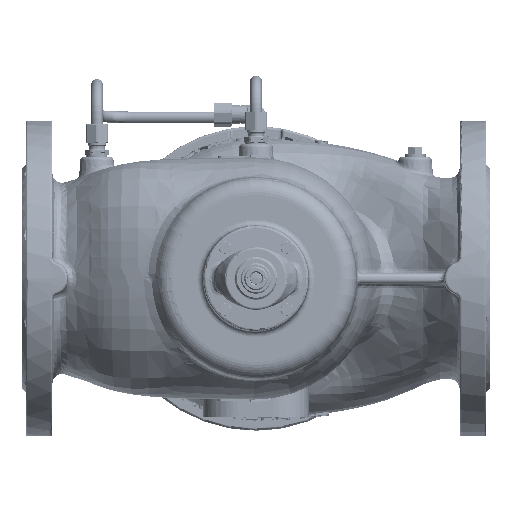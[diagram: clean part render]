
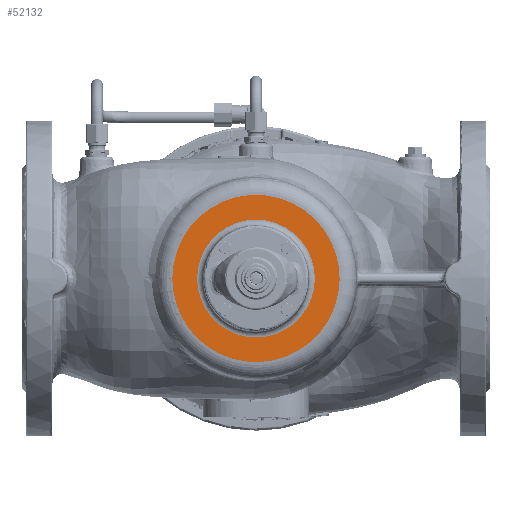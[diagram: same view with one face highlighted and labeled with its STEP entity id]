
A CAD part, front view. The second image highlights one B-rep face of the part: STEP entity #52132.
In plain terms, the highlighted planar face has unit normal (0, -1, 0).
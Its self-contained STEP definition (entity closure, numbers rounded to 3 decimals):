
#7976=CARTESIAN_POINT('',(0.,-143.,0.));
#7977=DIRECTION('',(0.,-1.,0.));
#7978=DIRECTION('',(-1.,0.,0.009));
#7979=AXIS2_PLACEMENT_3D('',#7976,#7977,#7978);
#8797=CARTESIAN_POINT('',(0.,-143.,0.));
#8798=DIRECTION('',(0.,1.,0.));
#8799=DIRECTION('',(-0.598,0.,-0.802));
#8800=AXIS2_PLACEMENT_3D('',#8797,#8798,#8799);
#8802=CARTESIAN_POINT('',(0.,-143.,0.));
#8803=DIRECTION('',(0.,1.,0.));
#8804=DIRECTION('',(-1.,0.,0.009));
#8805=AXIS2_PLACEMENT_3D('',#8802,#8803,#8804);
#8807=CARTESIAN_POINT('',(0.,-143.,0.));
#8808=DIRECTION('',(0.,1.,0.));
#8809=DIRECTION('',(0.894,0.,0.448));
#8810=AXIS2_PLACEMENT_3D('',#8807,#8808,#8809);
#8812=CARTESIAN_POINT('',(0.,-143.,0.));
#8813=DIRECTION('',(0.,1.,0.));
#8814=DIRECTION('',(1.,0.,-0.009));
#8815=AXIS2_PLACEMENT_3D('',#8812,#8813,#8814);
#8817=CARTESIAN_POINT('',(0.,-143.,0.));
#8818=DIRECTION('',(0.,-1.,0.));
#8819=DIRECTION('',(-1.,0.,0.));
#8820=AXIS2_PLACEMENT_3D('',#8817,#8818,#8819);
#8822=CARTESIAN_POINT('',(0.,-143.,0.));
#8823=DIRECTION('',(0.,-1.,0.));
#8824=DIRECTION('',(1.,0.,0.));
#8825=AXIS2_PLACEMENT_3D('',#8822,#8823,#8824);
#27788=CARTESIAN_POINT('',(-42.725,-143.,-57.328));
#27789=VERTEX_POINT('',#27788);
#27790=CARTESIAN_POINT('',(-71.494,-143.,0.675));
#27791=CARTESIAN_POINT('',(63.936,-143.,32.002));
#27792=VERTEX_POINT('',#27790);
#27793=VERTEX_POINT('',#27791);
#27794=CARTESIAN_POINT('',(71.494,-143.,-0.675));
#27795=VERTEX_POINT('',#27794);
#27856=CARTESIAN_POINT('',(-71.492,-143.,-0.852));
#27857=VERTEX_POINT('',#27856);
#28146=CARTESIAN_POINT('',(50.341,-143.,0.));
#28147=CARTESIAN_POINT('',(-50.341,-143.,0.));
#28148=VERTEX_POINT('',#28146);
#28149=VERTEX_POINT('',#28147);
#52114=CARTESIAN_POINT('',(0.,-143.,0.));
#52115=DIRECTION('',(0.,-1.,0.));
#52116=DIRECTION('',(-1.,0.,0.));
#52117=AXIS2_PLACEMENT_3D('',#52114,#52115,#52116);
#52118=PLANE('',#52117);
#52119=ORIENTED_EDGE('',*,*,#48935,.T.);
#52120=ORIENTED_EDGE('',*,*,#48933,.F.);
#52121=ORIENTED_EDGE('',*,*,#52105,.T.);
#52122=ORIENTED_EDGE('',*,*,#52103,.T.);
#52123=ORIENTED_EDGE('',*,*,#52101,.T.);
#52124=EDGE_LOOP('',(#52119,#52120,#52121,#52122,#52123));
#52125=FACE_OUTER_BOUND('',#52124,.F.);
#52127=ORIENTED_EDGE('',*,*,#52126,.T.);
#52129=ORIENTED_EDGE('',*,*,#52128,.T.);
#52130=EDGE_LOOP('',(#52127,#52129));
#52131=FACE_BOUND('',#52130,.F.);
#52132=ADVANCED_FACE('',(#52125,#52131),#52118,.T.);
#7980=CIRCLE('',#7979,71.498);
#8801=CIRCLE('',#8800,71.498);
#8806=CIRCLE('',#8805,71.498);
#8811=CIRCLE('',#8810,71.498);
#8816=CIRCLE('',#8815,71.498);
#8821=CIRCLE('',#8820,50.341);
#8826=CIRCLE('',#8825,50.341);
#48933=EDGE_CURVE('',#27792,#27857,#7980,.T.);
#48935=EDGE_CURVE('',#27789,#27857,#8801,.T.);
#52101=EDGE_CURVE('',#27795,#27789,#8816,.T.);
#52103=EDGE_CURVE('',#27793,#27795,#8811,.T.);
#52105=EDGE_CURVE('',#27792,#27793,#8806,.T.);
#52126=EDGE_CURVE('',#28149,#28148,#8821,.T.);
#52128=EDGE_CURVE('',#28148,#28149,#8826,.T.);
